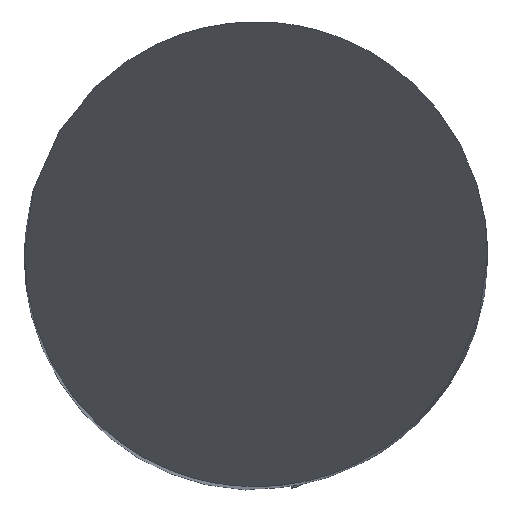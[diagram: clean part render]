
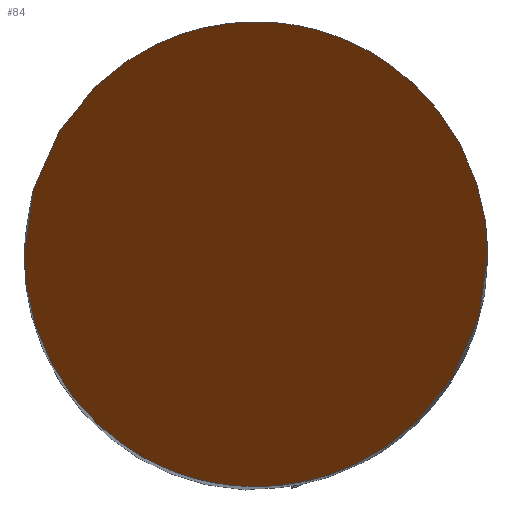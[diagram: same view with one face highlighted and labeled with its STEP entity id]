
A CAD part, top view. The second image highlights one B-rep face of the part: STEP entity #84.
In plain terms, the highlighted planar face has unit normal (0, -0.866, 0.5).
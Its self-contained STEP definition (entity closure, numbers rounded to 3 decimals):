
#51=PLANE('',#562);
#84=ADVANCED_FACE('',(#122),#51,.T.);
#122=FACE_OUTER_BOUND('',#150,.T.);
#150=EDGE_LOOP('',(#273,#274));
#273=ORIENTED_EDGE('',*,*,#408,.F.);
#274=ORIENTED_EDGE('',*,*,#430,.F.);
#362=VERTEX_POINT('',#812);
#363=VERTEX_POINT('',#813);
#408=EDGE_CURVE('',#362,#363,#493,.T.);
#430=EDGE_CURVE('',#363,#362,#497,.T.);
#493=(
BOUNDED_CURVE()
B_SPLINE_CURVE(3,(#808,#809,#810,#811),.UNSPECIFIED.,.F.,.F.)
B_SPLINE_CURVE_WITH_KNOTS((4,4),(0.,1.),.UNSPECIFIED.)
CURVE()
GEOMETRIC_REPRESENTATION_ITEM()
RATIONAL_B_SPLINE_CURVE((1.,0.333,0.333,1.))
REPRESENTATION_ITEM('')
);
#497=(
BOUNDED_CURVE()
B_SPLINE_CURVE(3,(#918,#919,#920,#921),.UNSPECIFIED.,.F.,.F.)
B_SPLINE_CURVE_WITH_KNOTS((4,4),(0.,1.),.UNSPECIFIED.)
CURVE()
GEOMETRIC_REPRESENTATION_ITEM()
RATIONAL_B_SPLINE_CURVE((1.,0.333,0.333,1.))
REPRESENTATION_ITEM('')
);
#562=AXIS2_PLACEMENT_3D('',#967,#638,#639);
#638=DIRECTION('',(0.,-0.866,0.5));
#639=DIRECTION('',(0.,0.5,0.866));
#808=CARTESIAN_POINT('',(3.,0.,0.));
#809=CARTESIAN_POINT('',(3.,-6.,-10.392));
#810=CARTESIAN_POINT('',(-3.,-6.,-10.392));
#811=CARTESIAN_POINT('',(-3.,0.,0.));
#812=CARTESIAN_POINT('',(3.,0.,0.));
#813=CARTESIAN_POINT('',(-3.,0.,0.));
#918=CARTESIAN_POINT('',(-3.,0.,0.));
#919=CARTESIAN_POINT('',(-3.,6.,10.392));
#920=CARTESIAN_POINT('',(3.,6.,10.392));
#921=CARTESIAN_POINT('',(3.,0.,0.));
#967=CARTESIAN_POINT('',(10.,-3.,-5.196));
